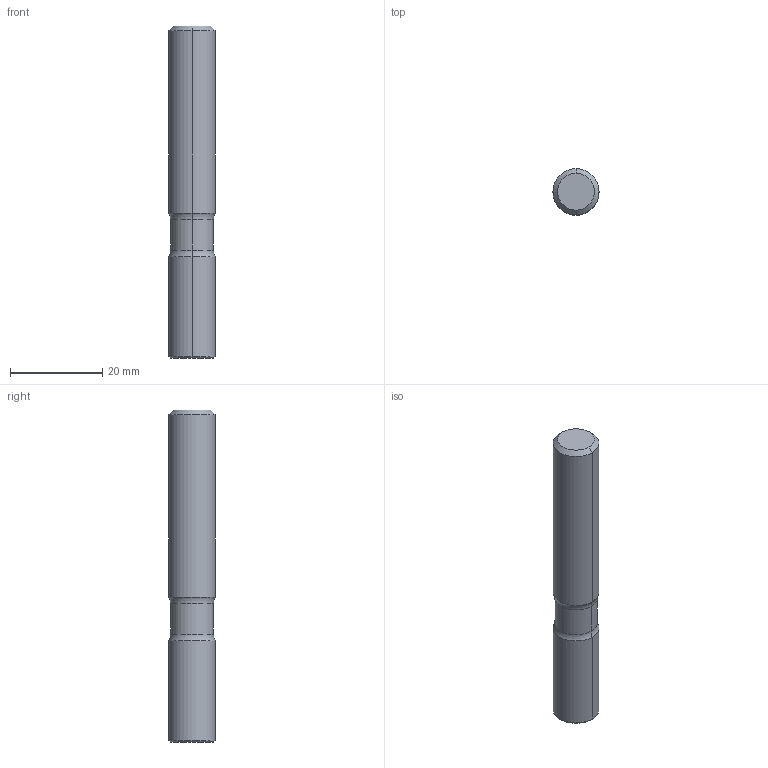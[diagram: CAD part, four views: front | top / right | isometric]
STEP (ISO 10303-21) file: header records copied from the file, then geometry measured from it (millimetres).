
FILE_DESCRIPTION((''),'2;1');
FILE_NAME('607639374-000-00-E43','2021-11-19T07:42:23',('OezerA'),(''),'CREO PARAMETRIC BY PTC INC, 2019030','CREO PARAMETRIC BY PTC INC, 2019030','');
FILE_SCHEMA(('AP242_MANAGED_MODEL_BASED_3D_ENGINEERING_MIM_LF { 1 0 10303 442 1 1 4 }'));
Length unit declared in the file: millimetre
Products named in the file (1): 607639374-000-00-E43
Bounding box: 10 x 10 x 72 mm (x, y, z)
Volume: 5549 mm3; surface area: 2379.5 mm2
Topology: 1 solids, 1 shells, 16 faces, 416 edges, 740 vertices
Faces by surface type: cylinder 6, torus 4, cone 4, plane 2
Entity records: 3091 total; most frequent: CARTESIAN_POINT 1339, DIRECTION 274, B_SPLINE_CURVE_WITH_KNOTS 251, TRIMMED_CURVE 135, VECTOR 98, LINE 98, PRESENTATION_STYLE_ASSIGNMENT 90, AXIS2_PLACEMENT_3D 88
